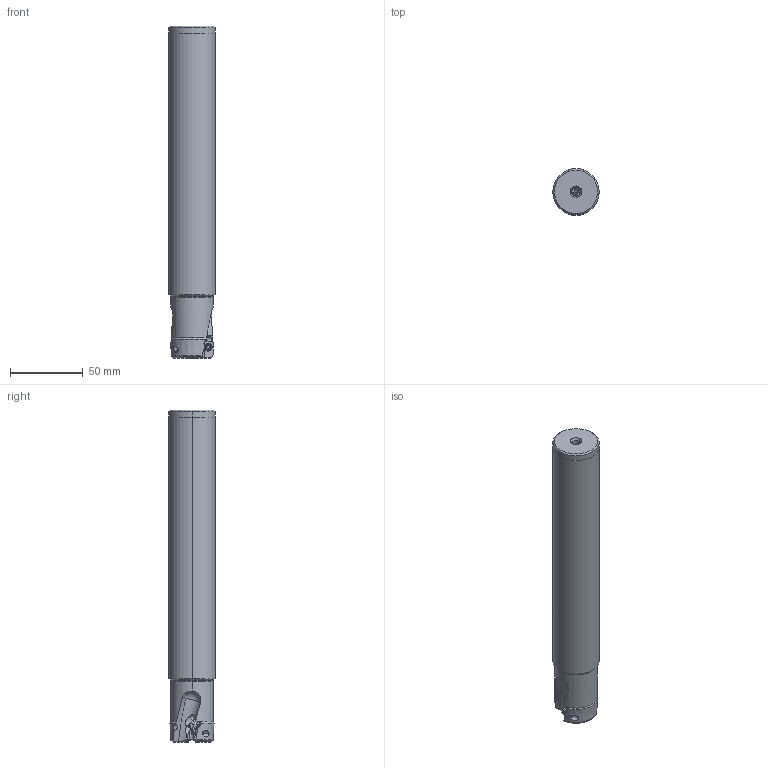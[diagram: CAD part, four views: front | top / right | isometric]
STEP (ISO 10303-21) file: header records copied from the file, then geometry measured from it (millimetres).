
FILE_DESCRIPTION(/* description */ (''),/* implementation_level */ '2;1');
FILE_NAME(/* name */ 'APX4000UR202SA20LB.stp',/* time_stamp */ '2021-09-08T11:43:17+09:00',/* author */ (''),/* organization */ (''),/* preprocessor_version */ 'ST-DEVELOPER v16',/* originating_system */ 'SIEMENS PLM Software NX 10.0',/* authorisation */ '');
FILE_SCHEMA (('AUTOMOTIVE_DESIGN { 1 0 10303 214 3 1 1 1 }'));
Length unit declared in the file: millimetre
Products named in the file (1): APX4000UR202SA20LB_ASM
Bounding box: 31.75 x 31.75 x 227.46 mm (x, y, z)
Volume: 162717.5 mm3; surface area: 28618.3 mm2
Topology: 3 solids, 3 shells, 181 faces, 534 edges, 373 vertices
Faces by surface type: cylinder 78, plane 41, cone 30, torus 16, sphere 12, bspline 4
Entity records: 9525 total; most frequent: CARTESIAN_POINT 4546, ORIENTED_EDGE 1048, DIRECTION 1000, EDGE_CURVE 524, AXIS2_PLACEMENT_3D 437, VERTEX_POINT 353, CIRCLE 210, EDGE_LOOP 193
